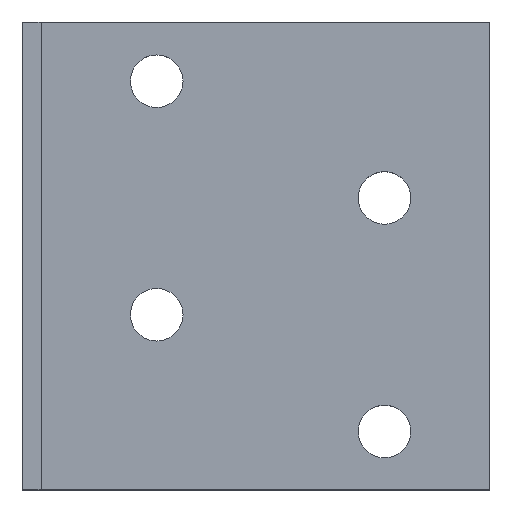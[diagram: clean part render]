
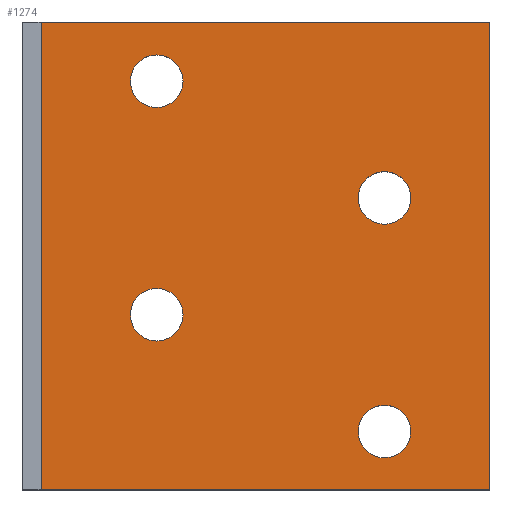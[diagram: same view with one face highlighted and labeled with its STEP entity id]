
A CAD part, top view. The second image highlights one B-rep face of the part: STEP entity #1274.
In plain terms, the highlighted planar face has unit normal (0, 0, 1).
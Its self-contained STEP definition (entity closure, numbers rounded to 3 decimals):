
#72 = PLANE('',#73);
#73 = AXIS2_PLACEMENT_3D('',#74,#75,#76);
#74 = CARTESIAN_POINT('',(10.784,-40.,10.784));
#75 = DIRECTION('',(0.,1.,0.));
#76 = DIRECTION('',(0.,0.,1.));
#126 = PLANE('',#127);
#127 = AXIS2_PLACEMENT_3D('',#128,#129,#130);
#128 = CARTESIAN_POINT('',(10.784,0.,10.784));
#129 = DIRECTION('',(0.,1.,0.));
#130 = DIRECTION('',(0.,0.,1.));
#334 = PLANE('',#335);
#335 = AXIS2_PLACEMENT_3D('',#336,#337,#338);
#336 = CARTESIAN_POINT('',(40.,0.,1.6));
#337 = DIRECTION('',(1.,0.,0.));
#338 = DIRECTION('',(0.,0.,-1.));
#412 = CYLINDRICAL_SURFACE('',#413,2.25);
#413 = AXIS2_PLACEMENT_3D('',#414,#415,#416);
#414 = CARTESIAN_POINT('',(31.,-15.,2.5));
#415 = DIRECTION('',(0.,0.,1.));
#416 = DIRECTION('',(-1.,0.,0.));
#447 = CYLINDRICAL_SURFACE('',#448,2.25);
#448 = AXIS2_PLACEMENT_3D('',#449,#450,#451);
#449 = CARTESIAN_POINT('',(11.5,-5.,2.5));
#450 = DIRECTION('',(0.,0.,1.));
#451 = DIRECTION('',(-1.,0.,0.));
#482 = CYLINDRICAL_SURFACE('',#483,2.25);
#483 = AXIS2_PLACEMENT_3D('',#484,#485,#486);
#484 = CARTESIAN_POINT('',(11.5,-25.,2.5));
#485 = DIRECTION('',(0.,0.,1.));
#486 = DIRECTION('',(-1.,0.,0.));
#517 = CYLINDRICAL_SURFACE('',#518,2.25);
#518 = AXIS2_PLACEMENT_3D('',#519,#520,#521);
#519 = CARTESIAN_POINT('',(31.,-35.,2.5));
#520 = DIRECTION('',(0.,0.,1.));
#521 = DIRECTION('',(-1.,0.,0.));
#557 = VERTEX_POINT('',#558);
#558 = CARTESIAN_POINT('',(1.6,0.,1.6));
#572 = PLANE('',#573);
#573 = AXIS2_PLACEMENT_3D('',#574,#575,#576);
#574 = CARTESIAN_POINT('',(1.6,0.,40.));
#575 = DIRECTION('',(1.,0.,0.));
#576 = DIRECTION('',(0.,0.,-1.));
#584 = EDGE_CURVE('',#557,#585,#587,.T.);
#585 = VERTEX_POINT('',#586);
#586 = CARTESIAN_POINT('',(40.,0.,1.6));
#587 = SURFACE_CURVE('',#588,(#592,#599),.PCURVE_S1.);
#588 = LINE('',#589,#590);
#589 = CARTESIAN_POINT('',(1.6,0.,1.6));
#590 = VECTOR('',#591,1.);
#591 = DIRECTION('',(1.,0.,0.));
#592 = PCURVE('',#126,#593);
#593 = DEFINITIONAL_REPRESENTATION('',(#594),#598);
#594 = LINE('',#595,#596);
#595 = CARTESIAN_POINT('',(-9.184,-9.184));
#596 = VECTOR('',#597,1.);
#597 = DIRECTION('',(0.,1.));
#598 = ( GEOMETRIC_REPRESENTATION_CONTEXT(2) 
PARAMETRIC_REPRESENTATION_CONTEXT() REPRESENTATION_CONTEXT('2D SPACE',''
  ) );
#599 = PCURVE('',#600,#605);
#600 = PLANE('',#601);
#601 = AXIS2_PLACEMENT_3D('',#602,#603,#604);
#602 = CARTESIAN_POINT('',(1.6,0.,1.6));
#603 = DIRECTION('',(0.,0.,1.));
#604 = DIRECTION('',(1.,0.,0.));
#605 = DEFINITIONAL_REPRESENTATION('',(#606),#610);
#606 = LINE('',#607,#608);
#607 = CARTESIAN_POINT('',(0.,0.));
#608 = VECTOR('',#609,1.);
#609 = DIRECTION('',(1.,0.));
#610 = ( GEOMETRIC_REPRESENTATION_CONTEXT(2) 
PARAMETRIC_REPRESENTATION_CONTEXT() REPRESENTATION_CONTEXT('2D SPACE',''
  ) );
#662 = VERTEX_POINT('',#663);
#663 = CARTESIAN_POINT('',(1.6,-40.,1.6));
#684 = EDGE_CURVE('',#662,#685,#687,.T.);
#685 = VERTEX_POINT('',#686);
#686 = CARTESIAN_POINT('',(40.,-40.,1.6));
#687 = SURFACE_CURVE('',#688,(#692,#699),.PCURVE_S1.);
#688 = LINE('',#689,#690);
#689 = CARTESIAN_POINT('',(1.6,-40.,1.6));
#690 = VECTOR('',#691,1.);
#691 = DIRECTION('',(1.,0.,0.));
#692 = PCURVE('',#72,#693);
#693 = DEFINITIONAL_REPRESENTATION('',(#694),#698);
#694 = LINE('',#695,#696);
#695 = CARTESIAN_POINT('',(-9.184,-9.184));
#696 = VECTOR('',#697,1.);
#697 = DIRECTION('',(0.,1.));
#698 = ( GEOMETRIC_REPRESENTATION_CONTEXT(2) 
PARAMETRIC_REPRESENTATION_CONTEXT() REPRESENTATION_CONTEXT('2D SPACE',''
  ) );
#699 = PCURVE('',#600,#700);
#700 = DEFINITIONAL_REPRESENTATION('',(#701),#705);
#701 = LINE('',#702,#703);
#702 = CARTESIAN_POINT('',(0.,-40.));
#703 = VECTOR('',#704,1.);
#704 = DIRECTION('',(1.,0.));
#705 = ( GEOMETRIC_REPRESENTATION_CONTEXT(2) 
PARAMETRIC_REPRESENTATION_CONTEXT() REPRESENTATION_CONTEXT('2D SPACE',''
  ) );
#1009 = EDGE_CURVE('',#585,#685,#1010,.T.);
#1010 = SURFACE_CURVE('',#1011,(#1015,#1022),.PCURVE_S1.);
#1011 = LINE('',#1012,#1013);
#1012 = CARTESIAN_POINT('',(40.,0.,1.6));
#1013 = VECTOR('',#1014,1.);
#1014 = DIRECTION('',(0.,-1.,0.));
#1015 = PCURVE('',#334,#1016);
#1016 = DEFINITIONAL_REPRESENTATION('',(#1017),#1021);
#1017 = LINE('',#1018,#1019);
#1018 = CARTESIAN_POINT('',(0.,0.));
#1019 = VECTOR('',#1020,1.);
#1020 = DIRECTION('',(0.,-1.));
#1021 = ( GEOMETRIC_REPRESENTATION_CONTEXT(2) 
PARAMETRIC_REPRESENTATION_CONTEXT() REPRESENTATION_CONTEXT('2D SPACE',''
  ) );
#1022 = PCURVE('',#600,#1023);
#1023 = DEFINITIONAL_REPRESENTATION('',(#1024),#1028);
#1024 = LINE('',#1025,#1026);
#1025 = CARTESIAN_POINT('',(38.4,0.));
#1026 = VECTOR('',#1027,1.);
#1027 = DIRECTION('',(0.,-1.));
#1028 = ( GEOMETRIC_REPRESENTATION_CONTEXT(2) 
PARAMETRIC_REPRESENTATION_CONTEXT() REPRESENTATION_CONTEXT('2D SPACE',''
  ) );
#1036 = EDGE_CURVE('',#1037,#1037,#1039,.T.);
#1037 = VERTEX_POINT('',#1038);
#1038 = CARTESIAN_POINT('',(28.75,-15.,1.6));
#1039 = SURFACE_CURVE('',#1040,(#1045,#1052),.PCURVE_S1.);
#1040 = CIRCLE('',#1041,2.25);
#1041 = AXIS2_PLACEMENT_3D('',#1042,#1043,#1044);
#1042 = CARTESIAN_POINT('',(31.,-15.,1.6));
#1043 = DIRECTION('',(0.,0.,1.));
#1044 = DIRECTION('',(-1.,0.,0.));
#1045 = PCURVE('',#412,#1046);
#1046 = DEFINITIONAL_REPRESENTATION('',(#1047),#1051);
#1047 = LINE('',#1048,#1049);
#1048 = CARTESIAN_POINT('',(0.,-0.9));
#1049 = VECTOR('',#1050,1.);
#1050 = DIRECTION('',(1.,0.));
#1051 = ( GEOMETRIC_REPRESENTATION_CONTEXT(2) 
PARAMETRIC_REPRESENTATION_CONTEXT() REPRESENTATION_CONTEXT('2D SPACE',''
  ) );
#1052 = PCURVE('',#600,#1053);
#1053 = DEFINITIONAL_REPRESENTATION('',(#1054),#1058);
#1054 = CIRCLE('',#1055,2.25);
#1055 = AXIS2_PLACEMENT_2D('',#1056,#1057);
#1056 = CARTESIAN_POINT('',(29.4,-15.));
#1057 = DIRECTION('',(-1.,0.));
#1058 = ( GEOMETRIC_REPRESENTATION_CONTEXT(2) 
PARAMETRIC_REPRESENTATION_CONTEXT() REPRESENTATION_CONTEXT('2D SPACE',''
  ) );
#1086 = EDGE_CURVE('',#1087,#1087,#1089,.T.);
#1087 = VERTEX_POINT('',#1088);
#1088 = CARTESIAN_POINT('',(9.25,-5.,1.6));
#1089 = SURFACE_CURVE('',#1090,(#1095,#1102),.PCURVE_S1.);
#1090 = CIRCLE('',#1091,2.25);
#1091 = AXIS2_PLACEMENT_3D('',#1092,#1093,#1094);
#1092 = CARTESIAN_POINT('',(11.5,-5.,1.6));
#1093 = DIRECTION('',(0.,0.,1.));
#1094 = DIRECTION('',(-1.,0.,0.));
#1095 = PCURVE('',#447,#1096);
#1096 = DEFINITIONAL_REPRESENTATION('',(#1097),#1101);
#1097 = LINE('',#1098,#1099);
#1098 = CARTESIAN_POINT('',(0.,-0.9));
#1099 = VECTOR('',#1100,1.);
#1100 = DIRECTION('',(1.,0.));
#1101 = ( GEOMETRIC_REPRESENTATION_CONTEXT(2) 
PARAMETRIC_REPRESENTATION_CONTEXT() REPRESENTATION_CONTEXT('2D SPACE',''
  ) );
#1102 = PCURVE('',#600,#1103);
#1103 = DEFINITIONAL_REPRESENTATION('',(#1104),#1108);
#1104 = CIRCLE('',#1105,2.25);
#1105 = AXIS2_PLACEMENT_2D('',#1106,#1107);
#1106 = CARTESIAN_POINT('',(9.9,-5.));
#1107 = DIRECTION('',(-1.,0.));
#1108 = ( GEOMETRIC_REPRESENTATION_CONTEXT(2) 
PARAMETRIC_REPRESENTATION_CONTEXT() REPRESENTATION_CONTEXT('2D SPACE',''
  ) );
#1136 = EDGE_CURVE('',#1137,#1137,#1139,.T.);
#1137 = VERTEX_POINT('',#1138);
#1138 = CARTESIAN_POINT('',(9.25,-25.,1.6));
#1139 = SURFACE_CURVE('',#1140,(#1145,#1152),.PCURVE_S1.);
#1140 = CIRCLE('',#1141,2.25);
#1141 = AXIS2_PLACEMENT_3D('',#1142,#1143,#1144);
#1142 = CARTESIAN_POINT('',(11.5,-25.,1.6));
#1143 = DIRECTION('',(0.,0.,1.));
#1144 = DIRECTION('',(-1.,0.,0.));
#1145 = PCURVE('',#482,#1146);
#1146 = DEFINITIONAL_REPRESENTATION('',(#1147),#1151);
#1147 = LINE('',#1148,#1149);
#1148 = CARTESIAN_POINT('',(0.,-0.9));
#1149 = VECTOR('',#1150,1.);
#1150 = DIRECTION('',(1.,0.));
#1151 = ( GEOMETRIC_REPRESENTATION_CONTEXT(2) 
PARAMETRIC_REPRESENTATION_CONTEXT() REPRESENTATION_CONTEXT('2D SPACE',''
  ) );
#1152 = PCURVE('',#600,#1153);
#1153 = DEFINITIONAL_REPRESENTATION('',(#1154),#1158);
#1154 = CIRCLE('',#1155,2.25);
#1155 = AXIS2_PLACEMENT_2D('',#1156,#1157);
#1156 = CARTESIAN_POINT('',(9.9,-25.));
#1157 = DIRECTION('',(-1.,0.));
#1158 = ( GEOMETRIC_REPRESENTATION_CONTEXT(2) 
PARAMETRIC_REPRESENTATION_CONTEXT() REPRESENTATION_CONTEXT('2D SPACE',''
  ) );
#1186 = EDGE_CURVE('',#1187,#1187,#1189,.T.);
#1187 = VERTEX_POINT('',#1188);
#1188 = CARTESIAN_POINT('',(28.75,-35.,1.6));
#1189 = SURFACE_CURVE('',#1190,(#1195,#1202),.PCURVE_S1.);
#1190 = CIRCLE('',#1191,2.25);
#1191 = AXIS2_PLACEMENT_3D('',#1192,#1193,#1194);
#1192 = CARTESIAN_POINT('',(31.,-35.,1.6));
#1193 = DIRECTION('',(0.,0.,1.));
#1194 = DIRECTION('',(-1.,0.,0.));
#1195 = PCURVE('',#517,#1196);
#1196 = DEFINITIONAL_REPRESENTATION('',(#1197),#1201);
#1197 = LINE('',#1198,#1199);
#1198 = CARTESIAN_POINT('',(0.,-0.9));
#1199 = VECTOR('',#1200,1.);
#1200 = DIRECTION('',(1.,0.));
#1201 = ( GEOMETRIC_REPRESENTATION_CONTEXT(2) 
PARAMETRIC_REPRESENTATION_CONTEXT() REPRESENTATION_CONTEXT('2D SPACE',''
  ) );
#1202 = PCURVE('',#600,#1203);
#1203 = DEFINITIONAL_REPRESENTATION('',(#1204),#1208);
#1204 = CIRCLE('',#1205,2.25);
#1205 = AXIS2_PLACEMENT_2D('',#1206,#1207);
#1206 = CARTESIAN_POINT('',(29.4,-35.));
#1207 = DIRECTION('',(-1.,0.));
#1208 = ( GEOMETRIC_REPRESENTATION_CONTEXT(2) 
PARAMETRIC_REPRESENTATION_CONTEXT() REPRESENTATION_CONTEXT('2D SPACE',''
  ) );
#1238 = EDGE_CURVE('',#557,#662,#1239,.T.);
#1239 = SURFACE_CURVE('',#1240,(#1244,#1251),.PCURVE_S1.);
#1240 = LINE('',#1241,#1242);
#1241 = CARTESIAN_POINT('',(1.6,0.,1.6));
#1242 = VECTOR('',#1243,1.);
#1243 = DIRECTION('',(0.,-1.,0.));
#1244 = PCURVE('',#572,#1245);
#1245 = DEFINITIONAL_REPRESENTATION('',(#1246),#1250);
#1246 = LINE('',#1247,#1248);
#1247 = CARTESIAN_POINT('',(38.4,0.));
#1248 = VECTOR('',#1249,1.);
#1249 = DIRECTION('',(0.,-1.));
#1250 = ( GEOMETRIC_REPRESENTATION_CONTEXT(2) 
PARAMETRIC_REPRESENTATION_CONTEXT() REPRESENTATION_CONTEXT('2D SPACE',''
  ) );
#1251 = PCURVE('',#600,#1252);
#1252 = DEFINITIONAL_REPRESENTATION('',(#1253),#1257);
#1253 = LINE('',#1254,#1255);
#1254 = CARTESIAN_POINT('',(0.,0.));
#1255 = VECTOR('',#1256,1.);
#1256 = DIRECTION('',(0.,-1.));
#1257 = ( GEOMETRIC_REPRESENTATION_CONTEXT(2) 
PARAMETRIC_REPRESENTATION_CONTEXT() REPRESENTATION_CONTEXT('2D SPACE',''
  ) );
#1274 = ADVANCED_FACE('',(#1275,#1281,#1284,#1287,#1290),#600,.T.);
#1275 = FACE_BOUND('',#1276,.T.);
#1276 = EDGE_LOOP('',(#1277,#1278,#1279,#1280));
#1277 = ORIENTED_EDGE('',*,*,#1238,.T.);
#1278 = ORIENTED_EDGE('',*,*,#684,.T.);
#1279 = ORIENTED_EDGE('',*,*,#1009,.F.);
#1280 = ORIENTED_EDGE('',*,*,#584,.F.);
#1281 = FACE_BOUND('',#1282,.T.);
#1282 = EDGE_LOOP('',(#1283));
#1283 = ORIENTED_EDGE('',*,*,#1036,.F.);
#1284 = FACE_BOUND('',#1285,.T.);
#1285 = EDGE_LOOP('',(#1286));
#1286 = ORIENTED_EDGE('',*,*,#1086,.F.);
#1287 = FACE_BOUND('',#1288,.T.);
#1288 = EDGE_LOOP('',(#1289));
#1289 = ORIENTED_EDGE('',*,*,#1136,.F.);
#1290 = FACE_BOUND('',#1291,.T.);
#1291 = EDGE_LOOP('',(#1292));
#1292 = ORIENTED_EDGE('',*,*,#1186,.F.);
